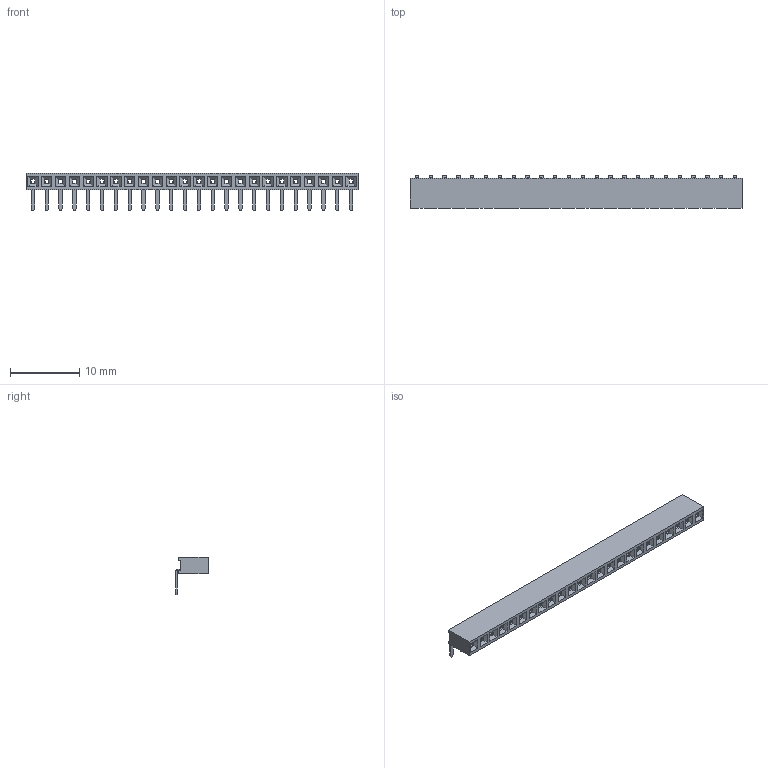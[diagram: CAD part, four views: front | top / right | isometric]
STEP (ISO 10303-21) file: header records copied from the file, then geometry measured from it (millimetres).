
FILE_DESCRIPTION(('STEP AP214'), '1');
FILE_NAME('PBS2-R1', '', ('UNSPECIFIED'), ('UNSPECIFIED'), 'ASCON STEP Converter 1.6', 'ASCON Math Kernel', '');
FILE_SCHEMA(('AUTOMOTIVE_DESIGN { 1 0 10303 214 3 1 1}'));
Length unit declared in the file: millimetre
Bounding box: 48 x 4.7 x 5.4 mm (x, y, z)
Volume: 331.7 mm3; surface area: 1890.2 mm2
Topology: 25 solids, 25 shells, 1570 faces, 4272 edges, 2752 vertices
Faces by surface type: plane 1210, cylinder 360
Entity records: 61632 total; most frequent: CARTESIAN_POINT 8595, ORIENTED_EDGE 8544, DIRECTION 8134, EDGE_CURVE 4272, LINE 3552, VECTOR 3552, VERTEX_POINT 2752, AXIS2_PLACEMENT_3D 2291
